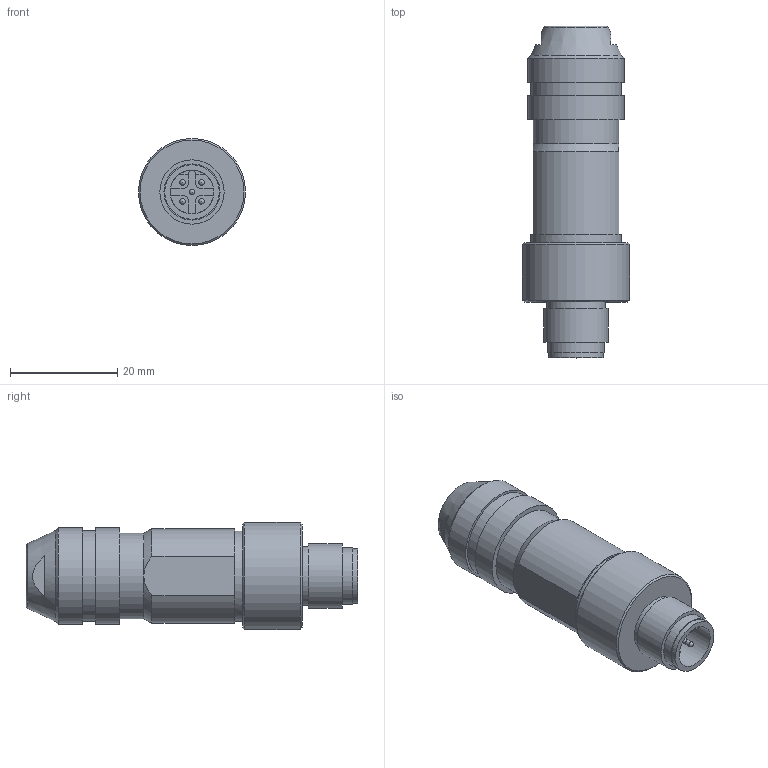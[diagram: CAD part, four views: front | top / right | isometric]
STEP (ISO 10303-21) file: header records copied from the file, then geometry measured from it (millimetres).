
FILE_DESCRIPTION(/* description */ ('STEP AP214'),/* implementation_level */ '2;1');
FILE_NAME(/* name */ '1066354_NECU-M-S-B12G5-C2-PB',/* time_stamp */ '2024-09-12T21:31:42+02:00',/* author */ ('License CC BY-ND 4.0'),/* organization */ ('CADENAS'),/* preprocessor_version */ 'ST-DEVELOPER v19.3',/* originating_system */ 'PARTsolutions',/* authorisation */ ' ');
FILE_SCHEMA (('AUTOMOTIVE_DESIGN {1 0 10303 214 3 1 1}'));
Length unit declared in the file: millimetre
Products named in the file (1): 1066354 NECU-M-S-B12G5-C2-PB
Bounding box: 20 x 62 x 20 mm (x, y, z)
Volume: 12971 mm3; surface area: 4459.3 mm2
Topology: 1 solids, 1 shells, 78 faces, 182 edges, 119 vertices
Faces by surface type: plane 40, cylinder 25, cone 8, sphere 5
Full cylindrical faces by diameter (mm): 1 x5, 4.5 x1, 8.2 x2, 10.2 x1, 10.5 x1, 11 x1, 12 x1, 16 x1, 17 x2, 18 x2, 20 x1
Entity records: 1984 total; most frequent: DIRECTION 358, CARTESIAN_POINT 347, ORIENTED_EDGE 270, AXIS2_PLACEMENT_3D 150, EDGE_CURVE 135, EDGE_LOOP 120, FACE_BOUND 120, VERTEX_POINT 101
